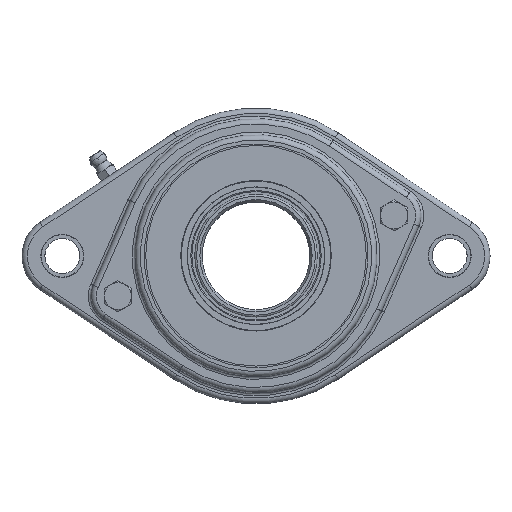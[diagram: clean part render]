
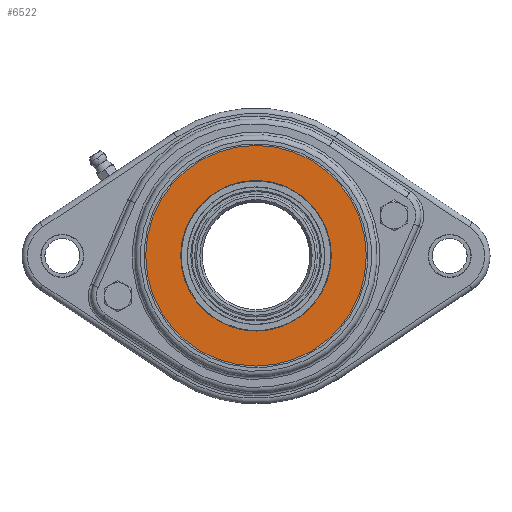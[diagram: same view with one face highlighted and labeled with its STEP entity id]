
A CAD part, top view. The second image highlights one B-rep face of the part: STEP entity #6522.
In plain terms, the highlighted planar face has unit normal (0, 0, 1).
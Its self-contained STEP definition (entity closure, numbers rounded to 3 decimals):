
#449=FACE_OUTER_BOUND('',#1781,.T.);
#1467=PLANE('',#7087);
#1617=FACE_BOUND('',#1782,.T.);
#1781=EDGE_LOOP('',(#4613));
#1782=EDGE_LOOP('',(#4614));
#2268=CIRCLE('',#7082,28.);
#2271=CIRCLE('',#7086,41.);
#2826=VERTEX_POINT('',#10789);
#2829=VERTEX_POINT('',#10797);
#3488=EDGE_CURVE('',#2826,#2826,#2268,.T.);
#3493=EDGE_CURVE('',#2829,#2829,#2271,.T.);
#4613=ORIENTED_EDGE('',*,*,#3493,.T.);
#4614=ORIENTED_EDGE('',*,*,#3488,.T.);
#6522=ADVANCED_FACE('',(#449,#1617),#1467,.T.);
#7082=AXIS2_PLACEMENT_3D('',#10790,#8260,#8261);
#7086=AXIS2_PLACEMENT_3D('',#10799,#8270,#8271);
#7087=AXIS2_PLACEMENT_3D('',#10800,#8272,#8273);
#8260=DIRECTION('center_axis',(0.,0.,
-1.));
#8261=DIRECTION('ref_axis',(-1.,0.,0.));
#8270=DIRECTION('center_axis',(0.,0.,
1.));
#8271=DIRECTION('ref_axis',(-1.,0.,0.));
#8272=DIRECTION('center_axis',(0.,0.,
1.));
#8273=DIRECTION('ref_axis',(-1.,0.,0.));
#10789=CARTESIAN_POINT('',(28.,0.,42.2));
#10790=CARTESIAN_POINT('Origin',(0.,0.,
42.2));
#10797=CARTESIAN_POINT('',(41.,0.,42.2));
#10799=CARTESIAN_POINT('Origin',(0.,0.,
42.2));
#10800=CARTESIAN_POINT('Origin',(0.,0.,
42.2));
